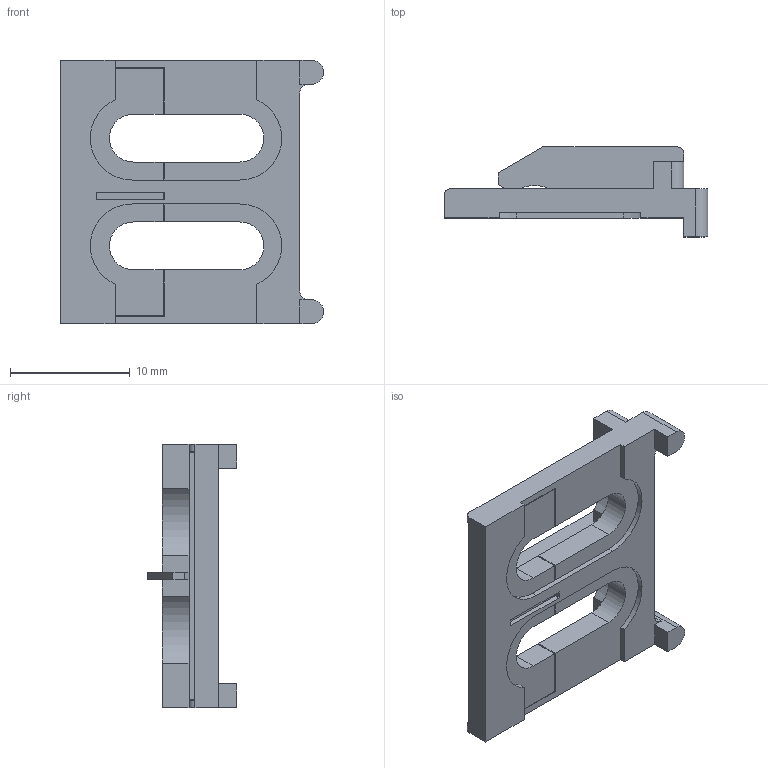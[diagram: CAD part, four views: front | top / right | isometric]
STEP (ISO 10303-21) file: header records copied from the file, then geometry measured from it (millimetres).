
FILE_DESCRIPTION (( 'STEP AP203' ), '1' );
FILE_NAME ('2''Li Üst Köprü.STEP', '2019-04-15T07:53:01', ( '' ), ( '' ), 'SwSTEP 2.0', 'SolidWorks 2011', '' );
FILE_SCHEMA (( 'CONFIG_CONTROL_DESIGN' ));
Length unit declared in the file: millimetre
Products named in the file (1): 2''Li Üst Köprü
Bounding box: 22 x 7.5 x 22 mm (x, y, z)
Volume: 887.9 mm3; surface area: 1458.6 mm2
Topology: 1 solids, 1 shells, 86 faces, 256 edges, 166 vertices
Faces by surface type: plane 66, cylinder 20
Entity records: 2941 total; most frequent: ORIENTED_EDGE 512, CARTESIAN_POINT 509, DIRECTION 470, EDGE_CURVE 256, VECTOR 216, LINE 216, VERTEX_POINT 166, AXIS2_PLACEMENT_3D 127
